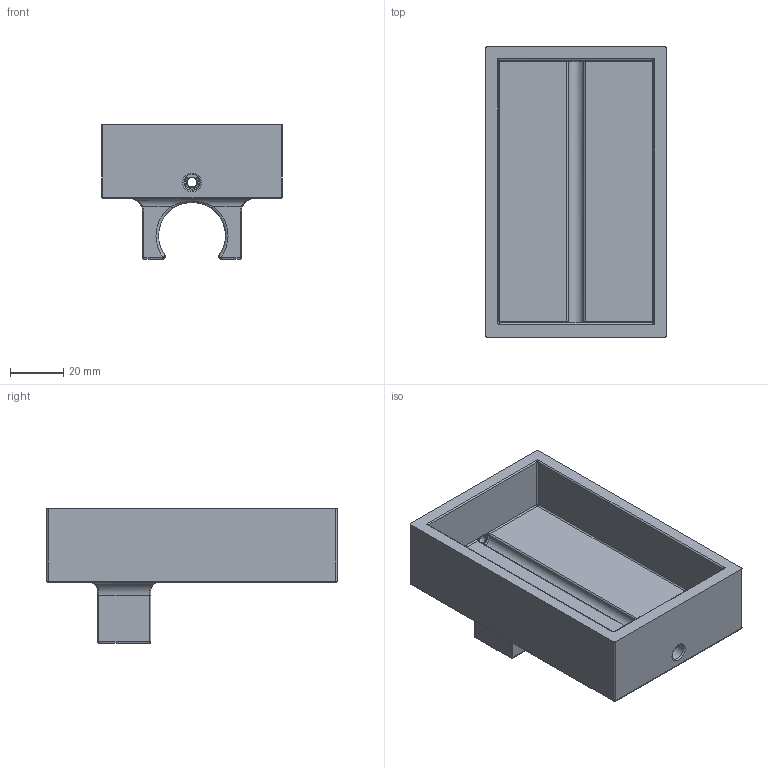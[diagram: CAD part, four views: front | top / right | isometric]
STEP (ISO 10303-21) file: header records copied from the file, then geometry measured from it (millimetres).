
FILE_DESCRIPTION(/* description */ (''),/* implementation_level */ '2;1');
FILE_NAME(/* name */ '',/* time_stamp */ '2023-05-05T00:19:31+02:00',/* author */ (''),/* organization */ (''),/* preprocessor_version */ 'ST-DEVELOPER v19.2',/* originating_system */ 'Autodesk Translation Framework v12.4.0.73',/* authorisation */ '');
FILE_SCHEMA (('AUTOMOTIVE_DESIGN { 1 0 10303 214 3 1 1 }'));
Length unit declared in the file: millimetre
Products named in the file (1): Kućište displej
Bounding box: 67.7 x 108.6 x 50.3 mm (x, y, z)
Volume: 92497.6 mm3; surface area: 33390.3 mm2
Topology: 1 solids, 1 shells, 107 faces, 243 edges, 127 vertices
Faces by surface type: cylinder 42, bspline 20, plane 20, torus 14, sphere 11
Full cylindrical faces by diameter (mm): 3.5 x1, 6 x1
Entity records: 3655 total; most frequent: CARTESIAN_POINT 1347, DIRECTION 495, ORIENTED_EDGE 462, EDGE_CURVE 231, AXIS2_PLACEMENT_3D 204, VERTEX_POINT 127, EDGE_LOOP 112, CIRCLE 110
